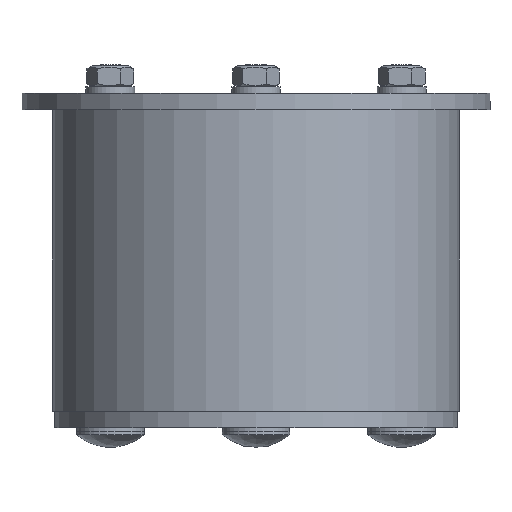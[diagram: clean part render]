
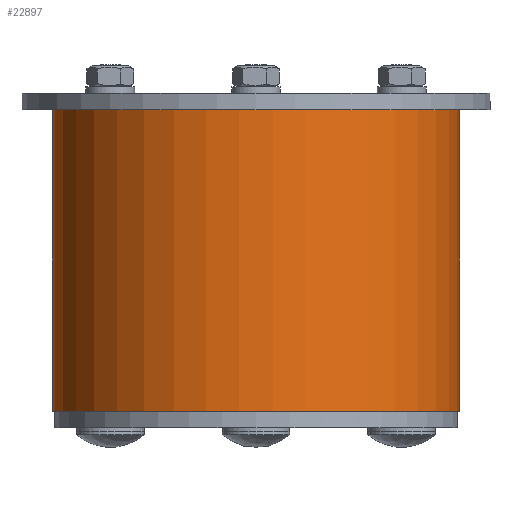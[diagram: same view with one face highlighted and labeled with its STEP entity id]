
A CAD part, front view. The second image highlights one B-rep face of the part: STEP entity #22897.
In plain terms, the highlighted cylindrical face has radius 50 mm (diameter 100 mm), a partial arc.
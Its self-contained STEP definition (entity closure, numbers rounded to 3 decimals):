
#9320=CARTESIAN_POINT('',(49.997,-0.5,74.0));
#9321=VERTEX_POINT('',#9320);
#9322=CARTESIAN_POINT('',(-49.997,-0.5,74.0));
#9323=VERTEX_POINT('',#9322);
#9324=CARTESIAN_POINT('',(0.0,0.0,74.0));
#9325=DIRECTION('',(0.0,0.0,1.0));
#9326=DIRECTION('',(-1.,0.01,0.0));
#9327=AXIS2_PLACEMENT_3D('',#9324,#9325,#9326);
#9328=CIRCLE('',#9327,50.0);
#9329=EDGE_CURVE('',#9321,#9323,#9328,.T.);
#22805=CARTESIAN_POINT('',(49.997,-0.5,0.0));
#22806=VERTEX_POINT('',#22805);
#22815=CARTESIAN_POINT('',(49.997,-0.5,0.0));
#22816=DIRECTION('',(0.0,0.0,1.0));
#22817=VECTOR('',#22816,74.0);
#22818=LINE('',#22815,#22817);
#22819=EDGE_CURVE('',#22806,#9321,#22818,.T.);
#22861=CARTESIAN_POINT('',(-49.997,-0.5,0.0));
#22862=VERTEX_POINT('',#22861);
#22871=CARTESIAN_POINT('',(-49.997,-0.5,0.0));
#22872=DIRECTION('',(0.0,0.0,1.0));
#22873=VECTOR('',#22872,74.0);
#22874=LINE('',#22871,#22873);
#22875=EDGE_CURVE('',#22862,#9323,#22874,.T.);
#22880=CARTESIAN_POINT('',(0.0,0.0,0.0));
#22881=DIRECTION('',(0.0,0.0,1.0));
#22882=DIRECTION('',(-1.,0.01,0.0));
#22883=AXIS2_PLACEMENT_3D('',#22880,#22881,#22882);
#22884=CYLINDRICAL_SURFACE('',#22883,50.0);
#22885=CARTESIAN_POINT('',(0.0,0.0,0.0));
#22886=DIRECTION('',(0.0,0.0,-1.0));
#22887=DIRECTION('',(-1.,0.01,0.0));
#22888=AXIS2_PLACEMENT_3D('',#22885,#22886,#22887);
#22889=CIRCLE('',#22888,50.0);
#22890=EDGE_CURVE('',#22862,#22806,#22889,.T.);
#22891=ORIENTED_EDGE('',*,*,#22890,.F.);
#22892=ORIENTED_EDGE('',*,*,#22875,.T.);
#22893=ORIENTED_EDGE('',*,*,#9329,.F.);
#22894=ORIENTED_EDGE('',*,*,#22819,.F.);
#22895=EDGE_LOOP('',(#22891,#22892,#22893,#22894));
#22896=FACE_OUTER_BOUND('',#22895,.T.);
#22897=ADVANCED_FACE('',(#22896),#22884,.T.);
